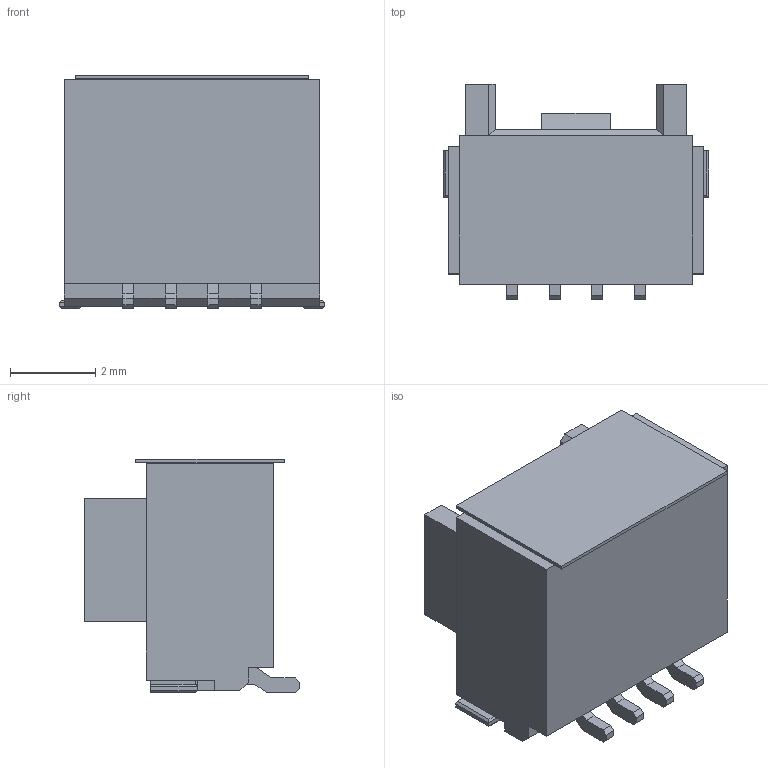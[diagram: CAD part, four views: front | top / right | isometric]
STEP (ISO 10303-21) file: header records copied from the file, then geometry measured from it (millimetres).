
FILE_DESCRIPTION((''),'2;1');
FILE_NAME('5019400403','2018-03-28T',('ksrinivasara'),(''),'PRO/ENGINEER BY PARAMETRIC TECHNOLOGY CORPORATION, 2012310','PRO/ENGINEER BY PARAMETRIC TECHNOLOGY CORPORATION, 2012310','');
FILE_SCHEMA(('CONFIG_CONTROL_DESIGN'));
Length unit declared in the file: millimetre
Products named in the file (1): 5019400403
Bounding box: 6.24 x 5.05 x 5.5 mm (x, y, z)
Volume: 64.1 mm3; surface area: 267.5 mm2
Topology: 2 solids, 2 shells, 166 faces, 471 edges, 314 vertices
Faces by surface type: plane 160, cone 4, cylinder 2
Entity records: 5252 total; most frequent: CARTESIAN_POINT 926, ORIENTED_EDGE 890, DIRECTION 811, VECTOR 461, LINE 461, EDGE_CURVE 445, VERTEX_POINT 290, AXIS2_PLACEMENT_3D 175
